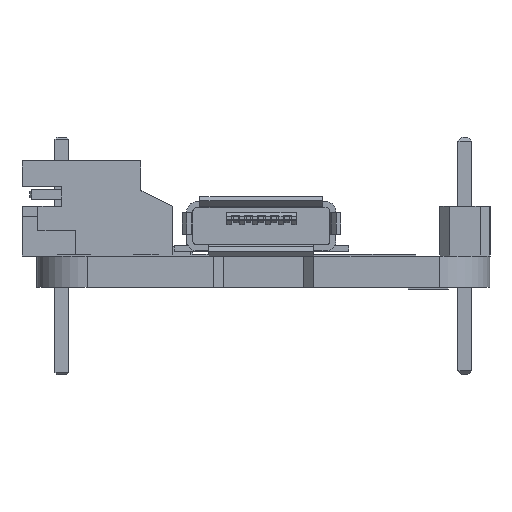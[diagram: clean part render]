
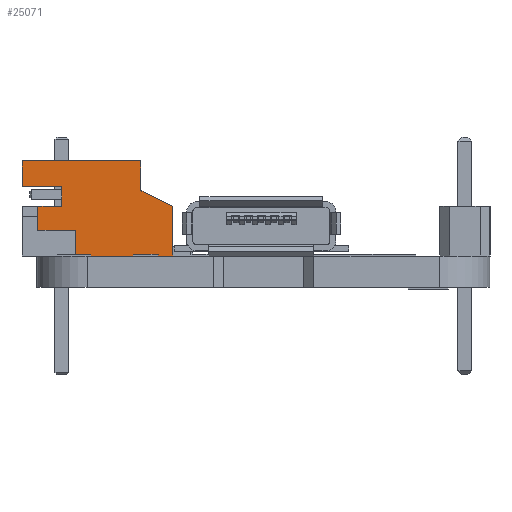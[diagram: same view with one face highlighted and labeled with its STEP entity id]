
A CAD part, left-side view. The second image highlights one B-rep face of the part: STEP entity #25071.
In plain terms, the highlighted planar face has unit normal (-1, 0, 0).
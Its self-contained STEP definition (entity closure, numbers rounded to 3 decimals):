
#1150=PLANE('',#27024);
#2424=FACE_OUTER_BOUND('',#4058,.T.);
#4058=EDGE_LOOP('',(#20490,#20491,#20492,#20493,#20494,#20495,#20496,#20497,
#20498,#20499,#20500,#20501));
#6044=LINE('',#37811,#9127);
#6065=LINE('',#37854,#9148);
#6146=LINE('',#38011,#9229);
#6148=LINE('',#38015,#9231);
#6150=LINE('',#38019,#9233);
#6151=LINE('',#38022,#9234);
#6154=LINE('',#38027,#9237);
#6155=LINE('',#38029,#9238);
#6157=LINE('',#38034,#9240);
#6159=LINE('',#38037,#9242);
#6188=LINE('',#38093,#9271);
#6190=LINE('',#38096,#9273);
#9127=VECTOR('',#31011,1.5);
#9148=VECTOR('',#31038,1.2);
#9229=VECTOR('',#31179,1.2);
#9231=VECTOR('',#31183,1.9);
#9233=VECTOR('',#31187,1.3);
#9234=VECTOR('',#31190,4.9);
#9237=VECTOR('',#31195,2.5);
#9238=VECTOR('',#31198,1.789);
#9240=VECTOR('',#31202,2.);
#9242=VECTOR('',#31206,1.);
#9271=VECTOR('',#31257,1.3);
#9273=VECTOR('',#31261,6.);
#12346=VERTEX_POINT('',#37808);
#12347=VERTEX_POINT('',#37810);
#12365=VERTEX_POINT('',#37852);
#12366=VERTEX_POINT('',#37853);
#12412=VERTEX_POINT('',#38009);
#12413=VERTEX_POINT('',#38013);
#12414=VERTEX_POINT('',#38017);
#12415=VERTEX_POINT('',#38021);
#12416=VERTEX_POINT('',#38025);
#12417=VERTEX_POINT('',#38031);
#12418=VERTEX_POINT('',#38033);
#12434=VERTEX_POINT('',#38092);
#15146=EDGE_CURVE('',#12346,#12347,#6044,.F.);
#15167=EDGE_CURVE('',#12365,#12366,#6065,.F.);
#15248=EDGE_CURVE('',#12366,#12412,#6146,.F.);
#15250=EDGE_CURVE('',#12412,#12413,#6148,.T.);
#15252=EDGE_CURVE('',#12413,#12414,#6150,.F.);
#15253=EDGE_CURVE('',#12414,#12415,#6151,.T.);
#15256=EDGE_CURVE('',#12415,#12416,#6154,.T.);
#15257=EDGE_CURVE('',#12416,#12347,#6155,.T.);
#15259=EDGE_CURVE('',#12418,#12417,#6157,.T.);
#15261=EDGE_CURVE('',#12417,#12365,#6159,.F.);
#15290=EDGE_CURVE('',#12434,#12418,#6188,.F.);
#15292=EDGE_CURVE('',#12434,#12346,#6190,.F.);
#20490=ORIENTED_EDGE('',*,*,#15259,.T.);
#20491=ORIENTED_EDGE('',*,*,#15261,.T.);
#20492=ORIENTED_EDGE('',*,*,#15167,.T.);
#20493=ORIENTED_EDGE('',*,*,#15248,.T.);
#20494=ORIENTED_EDGE('',*,*,#15250,.T.);
#20495=ORIENTED_EDGE('',*,*,#15252,.T.);
#20496=ORIENTED_EDGE('',*,*,#15253,.T.);
#20497=ORIENTED_EDGE('',*,*,#15256,.T.);
#20498=ORIENTED_EDGE('',*,*,#15257,.T.);
#20499=ORIENTED_EDGE('',*,*,#15146,.F.);
#20500=ORIENTED_EDGE('',*,*,#15292,.F.);
#20501=ORIENTED_EDGE('',*,*,#15290,.T.);
#25071=ADVANCED_FACE('',(#2424),#1150,.T.);
#27024=AXIS2_PLACEMENT_3D('',#38095,#31259,#31260);
#31011=DIRECTION('',(0.,0.,1.));
#31038=DIRECTION('',(0.,-1.,0.));
#31179=DIRECTION('',(0.,0.,1.));
#31183=DIRECTION('',(0.,-1.,0.));
#31187=DIRECTION('',(0.,0.,1.));
#31190=DIRECTION('',(0.,-1.,0.));
#31195=DIRECTION('',(0.,0.,1.));
#31198=DIRECTION('',(0.,0.894,0.447));
#31202=DIRECTION('',(0.,-1.,0.));
#31206=DIRECTION('',(0.,0.,1.));
#31257=DIRECTION('',(0.,0.,1.));
#31259=DIRECTION('center_axis',(-1.,0.,0.));
#31260=DIRECTION('ref_axis',(0.,-1.,0.));
#31261=DIRECTION('',(0.,1.,0.));
#37808=CARTESIAN_POINT('',(-3.95,-1.7,4.8));
#37810=CARTESIAN_POINT('',(-3.95,-1.7,3.3));
#37811=CARTESIAN_POINT('',(-3.95,-1.7,3.3));
#37852=CARTESIAN_POINT('',(-3.95,2.3,2.5));
#37853=CARTESIAN_POINT('',(-3.95,3.5,2.5));
#37854=CARTESIAN_POINT('',(-3.95,3.5,2.5));
#38009=CARTESIAN_POINT('',(-3.95,3.5,1.3));
#38011=CARTESIAN_POINT('',(-3.95,3.5,1.3));
#38013=CARTESIAN_POINT('',(-3.95,1.6,1.3));
#38015=CARTESIAN_POINT('',(-3.95,3.5,1.3));
#38017=CARTESIAN_POINT('',(-3.95,1.6,0.));
#38019=CARTESIAN_POINT('',(-3.95,1.6,0.));
#38021=CARTESIAN_POINT('',(-3.95,-3.3,0.));
#38022=CARTESIAN_POINT('',(-3.95,1.6,0.));
#38025=CARTESIAN_POINT('',(-3.95,-3.3,2.5));
#38027=CARTESIAN_POINT('',(-3.95,-3.3,0.));
#38029=CARTESIAN_POINT('',(-3.95,-3.3,2.5));
#38031=CARTESIAN_POINT('',(-3.95,2.3,3.5));
#38033=CARTESIAN_POINT('',(-3.95,4.3,3.5));
#38034=CARTESIAN_POINT('',(-3.95,4.3,3.5));
#38037=CARTESIAN_POINT('',(-3.95,2.3,2.5));
#38092=CARTESIAN_POINT('',(-3.95,4.3,4.8));
#38093=CARTESIAN_POINT('',(-3.95,4.3,3.5));
#38095=CARTESIAN_POINT('Origin',(-3.95,1.3,2.4));
#38096=CARTESIAN_POINT('',(-3.95,-1.7,4.8));
